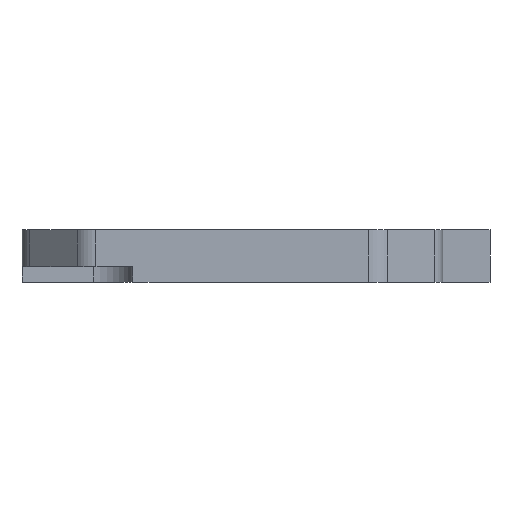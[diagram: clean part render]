
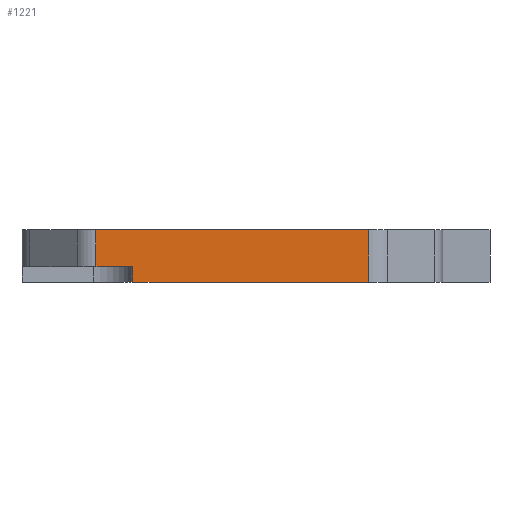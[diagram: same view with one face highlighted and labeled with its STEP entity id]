
A CAD part, left-side view. The second image highlights one B-rep face of the part: STEP entity #1221.
In plain terms, the highlighted planar face has unit normal (-1, 0, 0).
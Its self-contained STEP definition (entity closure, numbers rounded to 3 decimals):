
#55=PLANE('',#1340);
#103=FACE_OUTER_BOUND('',#192,.T.);
#192=EDGE_LOOP('',(#965,#966,#967,#968,#969,#970));
#256=LINE('',#1793,#373);
#276=LINE('',#1858,#393);
#278=LINE('',#1867,#395);
#291=LINE('',#1902,#408);
#314=LINE('',#1975,#431);
#315=LINE('',#1976,#432);
#373=VECTOR('',#1425,10.);
#393=VECTOR('',#1475,10.);
#395=VECTOR('',#1483,10.);
#408=VECTOR('',#1510,10.);
#431=VECTOR('',#1583,10.);
#432=VECTOR('',#1584,10.);
#548=VERTEX_POINT('',#1790);
#549=VERTEX_POINT('',#1792);
#579=VERTEX_POINT('',#1856);
#580=VERTEX_POINT('',#1860);
#583=VERTEX_POINT('',#1865);
#623=VERTEX_POINT('',#1974);
#663=EDGE_CURVE('',#548,#549,#256,.T.);
#696=EDGE_CURVE('',#579,#548,#276,.T.);
#700=EDGE_CURVE('',#583,#580,#278,.T.);
#718=EDGE_CURVE('',#580,#579,#291,.T.);
#755=EDGE_CURVE('',#583,#623,#314,.T.);
#756=EDGE_CURVE('',#623,#549,#315,.T.);
#965=ORIENTED_EDGE('',*,*,#696,.F.);
#966=ORIENTED_EDGE('',*,*,#718,.F.);
#967=ORIENTED_EDGE('',*,*,#700,.F.);
#968=ORIENTED_EDGE('',*,*,#755,.T.);
#969=ORIENTED_EDGE('',*,*,#756,.T.);
#970=ORIENTED_EDGE('',*,*,#663,.F.);
#1221=ADVANCED_FACE('',(#103),#55,.T.);
#1340=AXIS2_PLACEMENT_3D('',#1973,#1581,#1582);
#1425=DIRECTION('',(0.,1.,0.));
#1475=DIRECTION('',(0.,0.,-1.));
#1483=DIRECTION('',(0.,0.,1.));
#1510=DIRECTION('',(0.,-1.,0.));
#1581=DIRECTION('center_axis',(-1.,0.,0.));
#1582=DIRECTION('ref_axis',(0.,-1.,0.));
#1583=DIRECTION('',(0.,-1.,0.));
#1584=DIRECTION('',(0.,0.,-1.));
#1790=CARTESIAN_POINT('',(-40.,-25.929,0.));
#1792=CARTESIAN_POINT('',(-40.,18.9,0.));
#1793=CARTESIAN_POINT('',(-40.,-40.,0.));
#1856=CARTESIAN_POINT('',(-40.,-25.929,10.));
#1858=CARTESIAN_POINT('',(-40.,-25.929,0.));
#1860=CARTESIAN_POINT('',(-40.,25.929,10.));
#1865=CARTESIAN_POINT('',(-40.,25.929,3.));
#1867=CARTESIAN_POINT('',(-40.,25.929,0.));
#1902=CARTESIAN_POINT('',(-40.,-40.,10.));
#1973=CARTESIAN_POINT('Origin',(-40.,40.,0.));
#1974=CARTESIAN_POINT('',(-40.,18.9,3.));
#1975=CARTESIAN_POINT('',(-40.,34.725,3.));
#1976=CARTESIAN_POINT('',(-40.,18.9,0.));
